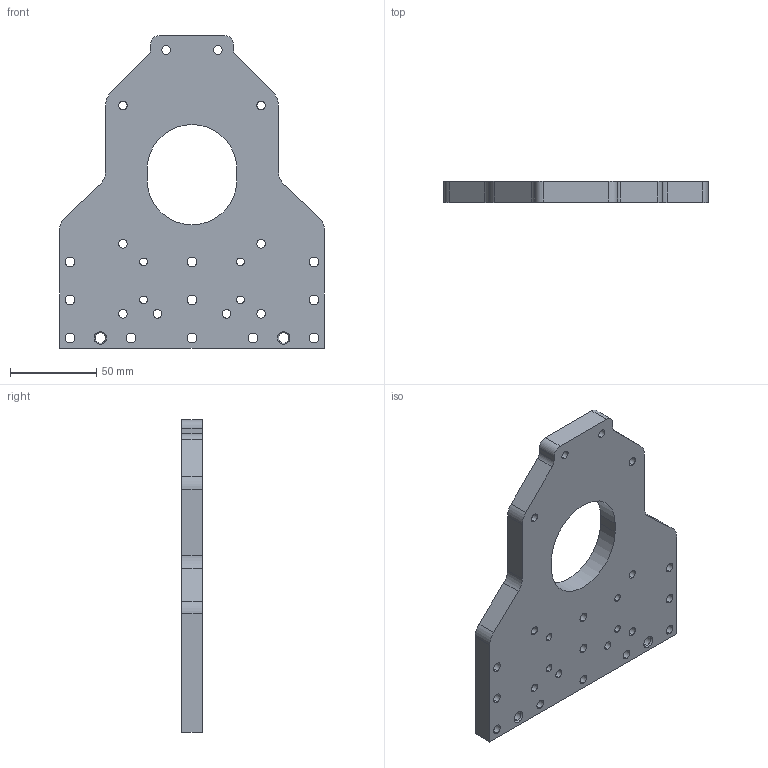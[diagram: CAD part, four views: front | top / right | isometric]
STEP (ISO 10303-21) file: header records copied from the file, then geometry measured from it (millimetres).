
FILE_DESCRIPTION (( 'STEP AP214' ), '1' );
FILE_NAME ('APP14202f TOP X MOTOR MOUNTPLATE.STEP', '2024-09-24T12:10:57', ( '' ), ( '' ), 'SwSTEP 2.0', 'SolidWorks 2019', '' );
FILE_SCHEMA (( 'AUTOMOTIVE_DESIGN' ));
Length unit declared in the file: millimetre
Products named in the file (1): APP14202f TOP X MOTOR MOUNTPLATE
Bounding box: 153.2 x 12 x 180.9 mm (x, y, z)
Volume: 217098.9 mm3; surface area: 52437.1 mm2
Topology: 1 solids, 1 shells, 136 faces, 349 edges, 230 vertices
Faces by surface type: cylinder 97, plane 31, cone 8
Entity records: 4729 total; most frequent: DIRECTION 825, CARTESIAN_POINT 716, ORIENTED_EDGE 698, EDGE_CURVE 349, AXIS2_PLACEMENT_3D 339, VERTEX_POINT 230, EDGE_LOOP 207, CIRCLE 202
